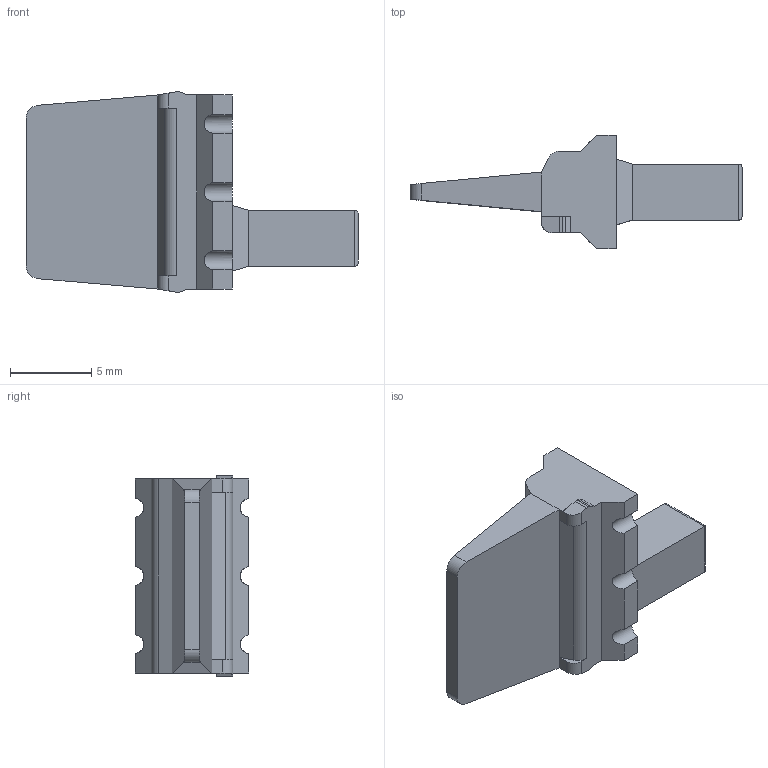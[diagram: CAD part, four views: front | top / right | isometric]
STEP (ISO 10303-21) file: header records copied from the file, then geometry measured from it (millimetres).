
FILE_DESCRIPTION((''),'2;1');
FILE_NAME('AWM-6P','2014-11-03T',('Orion.Li'),(''),'PRO/ENGINEER BY PARAMETRIC TECHNOLOGY CORPORATION, 2013230','PRO/ENGINEER BY PARAMETRIC TECHNOLOGY CORPORATION, 2013230','');
FILE_SCHEMA(('CONFIG_CONTROL_DESIGN'));
Length unit declared in the file: millimetre
Products named in the file (1): AWM-6P
Bounding box: 20.45 x 7 x 12.33 mm (x, y, z)
Volume: 550.3 mm3; surface area: 596.5 mm2
Topology: 1 solids, 1 shells, 61 faces, 158 edges, 100 vertices
Faces by surface type: plane 43, cylinder 18
Entity records: 2122 total; most frequent: CARTESIAN_POINT 615, ORIENTED_EDGE 316, DIRECTION 280, EDGE_CURVE 158, VECTOR 126, LINE 126, VERTEX_POINT 100, AXIS2_PLACEMENT_3D 77
